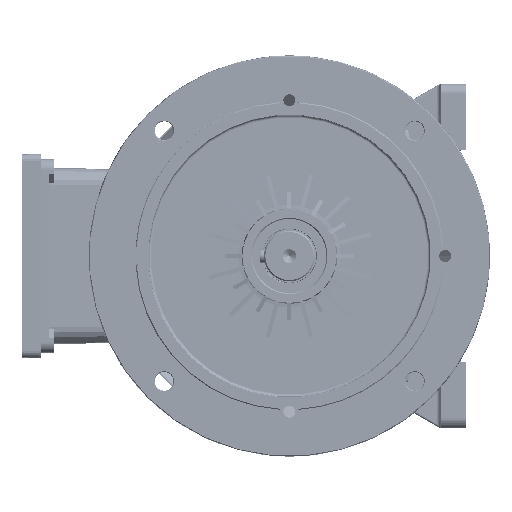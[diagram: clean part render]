
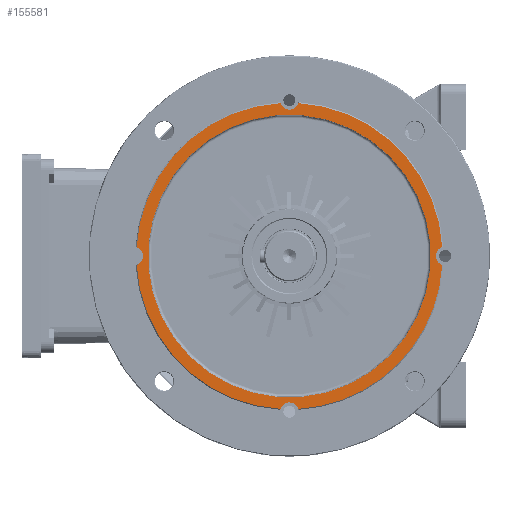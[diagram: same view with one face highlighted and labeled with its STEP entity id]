
A CAD part, left-side view. The second image highlights one B-rep face of the part: STEP entity #155581.
In plain terms, the highlighted face is planar.
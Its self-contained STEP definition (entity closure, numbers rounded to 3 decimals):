
#2091 = CARTESIAN_POINT ( 'NONE',  ( 10., 82.378, -82.378 ) ) ;
#2644 = ORIENTED_EDGE ( 'NONE', *, *, #76136, .T. ) ;
#4287 = DIRECTION ( 'NONE',  ( 1., 0., 0. ) ) ;
#5165 = DIRECTION ( 'NONE',  ( 1., 0., 0. ) ) ;
#7888 = AXIS2_PLACEMENT_3D ( 'NONE', #114073, #4287, #32518 ) ;
#8845 = VERTEX_POINT ( 'NONE', #198958 ) ;
#10525 = CARTESIAN_POINT ( 'NONE',  ( 10., 82.378, -82.378 ) ) ;
#11604 = AXIS2_PLACEMENT_3D ( 'NONE', #22322, #5165, #99606 ) ;
#12276 = CIRCLE ( 'NONE', #152813, 114.5 ) ;
#14968 = AXIS2_PLACEMENT_3D ( 'NONE', #129203, #18593, #149448 ) ;
#15443 = DIRECTION ( 'NONE',  ( -1., 0., 0. ) ) ;
#16544 = DIRECTION ( 'NONE',  ( 1., 0., 0. ) ) ;
#17116 = DIRECTION ( 'NONE',  ( 0., 0., -1. ) ) ;
#17216 = EDGE_CURVE ( 'NONE', #118174, #159232, #104259, .T. ) ;
#17579 = PLANE ( 'NONE',  #210482 ) ;
#17611 = DIRECTION ( 'NONE',  ( 1., 0., 0. ) ) ;
#18593 = DIRECTION ( 'NONE',  ( 1., 0., 0. ) ) ;
#19527 = CARTESIAN_POINT ( 'NONE',  ( 10., -85.528, 76.127 ) ) ;
#21494 = VERTEX_POINT ( 'NONE', #110077 ) ;
#22322 = CARTESIAN_POINT ( 'NONE',  ( 10., 0., 0. ) ) ;
#22337 = EDGE_LOOP ( 'NONE', ( #178463, #190684, #98400, #26294, #176554, #128801, #209214, #173656, #182498, #143596, #80146, #2644, #47369 ) ) ;
#22930 = CARTESIAN_POINT ( 'NONE',  ( 10., 0., 0. ) ) ;
#24021 = CARTESIAN_POINT ( 'NONE',  ( 10., 82.378, 82.378 ) ) ;
#24587 = CIRCLE ( 'NONE', #154725, 7. ) ;
#24602 = VERTEX_POINT ( 'NONE', #19527 ) ;
#25837 = VERTEX_POINT ( 'NONE', #140670 ) ;
#26294 = ORIENTED_EDGE ( 'NONE', *, *, #183717, .F. ) ;
#28563 = VERTEX_POINT ( 'NONE', #59603 ) ;
#29413 = CIRCLE ( 'NONE', #53453, 105.75 ) ;
#30484 = CARTESIAN_POINT ( 'NONE',  ( 10., 76.127, 85.528 ) ) ;
#31165 = AXIS2_PLACEMENT_3D ( 'NONE', #59832, #65890, #177497 ) ;
#32518 = DIRECTION ( 'NONE',  ( 0., 0., 1. ) ) ;
#36859 = FACE_BOUND ( 'NONE', #79077, .T. ) ;
#38172 = EDGE_CURVE ( 'NONE', #24602, #8845, #93608, .T. ) ;
#38487 = DIRECTION ( 'NONE',  ( 0., -1., 0. ) ) ;
#38978 = DIRECTION ( 'NONE',  ( 0., 0., -1. ) ) ;
#40358 = CIRCLE ( 'NONE', #201421, 114.5 ) ;
#42427 = EDGE_CURVE ( 'NONE', #106266, #49734, #12276, .T. ) ;
#42461 = EDGE_CURVE ( 'NONE', #159232, #118174, #29413, .T. ) ;
#46595 = CARTESIAN_POINT ( 'NONE',  ( 10., 0., 0. ) ) ;
#46877 = CIRCLE ( 'NONE', #132456, 7. ) ;
#47369 = ORIENTED_EDGE ( 'NONE', *, *, #172351, .F. ) ;
#49734 = VERTEX_POINT ( 'NONE', #67160 ) ;
#50140 = AXIS2_PLACEMENT_3D ( 'NONE', #24021, #57250, #206260 ) ;
#52465 = DIRECTION ( 'NONE',  ( 1., 0., 0. ) ) ;
#52529 = AXIS2_PLACEMENT_3D ( 'NONE', #22930, #138741, #38978 ) ;
#53453 = AXIS2_PLACEMENT_3D ( 'NONE', #46595, #15443, #195599 ) ;
#57250 = DIRECTION ( 'NONE',  ( 1., 0., 0. ) ) ;
#58571 = CIRCLE ( 'NONE', #31165, 7. ) ;
#59603 = CARTESIAN_POINT ( 'NONE',  ( 10., -82.378, -75.378 ) ) ;
#59832 = CARTESIAN_POINT ( 'NONE',  ( 10., -82.378, 82.378 ) ) ;
#60552 = CARTESIAN_POINT ( 'NONE',  ( 10., 0., 0. ) ) ;
#62655 = CARTESIAN_POINT ( 'NONE',  ( 10., -76.127, -85.528 ) ) ;
#65890 = DIRECTION ( 'NONE',  ( 1., 0., 0. ) ) ;
#66227 = CARTESIAN_POINT ( 'NONE',  ( 10., 0., 0. ) ) ;
#67160 = CARTESIAN_POINT ( 'NONE',  ( 10., 0., 114.5 ) ) ;
#68920 = CARTESIAN_POINT ( 'NONE',  ( 10., 85.528, -76.127 ) ) ;
#69635 = CIRCLE ( 'NONE', #14968, 7. ) ;
#76136 = EDGE_CURVE ( 'NONE', #49734, #25837, #162401, .T. ) ;
#78802 = CARTESIAN_POINT ( 'NONE',  ( 10., 0., 0. ) ) ;
#79077 = EDGE_LOOP ( 'NONE', ( #196298, #203247 ) ) ;
#79424 = DIRECTION ( 'NONE',  ( 0., 1., 0. ) ) ;
#80146 = ORIENTED_EDGE ( 'NONE', *, *, #42427, .T. ) ;
#80960 = FACE_OUTER_BOUND ( 'NONE', #22337, .T. ) ;
#83031 = DIRECTION ( 'NONE',  ( 0., 0., -1. ) ) ;
#90151 = CIRCLE ( 'NONE', #7888, 7. ) ;
#91409 = CIRCLE ( 'NONE', #111917, 7. ) ;
#91788 = CARTESIAN_POINT ( 'NONE',  ( 10., 0., -105.75 ) ) ;
#93608 = CIRCLE ( 'NONE', #52529, 114.5 ) ;
#96608 = VERTEX_POINT ( 'NONE', #204897 ) ;
#98400 = ORIENTED_EDGE ( 'NONE', *, *, #154579, .F. ) ;
#99171 = CARTESIAN_POINT ( 'NONE',  ( 10., 82.378, 82.378 ) ) ;
#99606 = DIRECTION ( 'NONE',  ( 0., 0., -1. ) ) ;
#104259 = CIRCLE ( 'NONE', #203572, 105.75 ) ;
#104968 = CARTESIAN_POINT ( 'NONE',  ( 10., 76.127, -85.528 ) ) ;
#106266 = VERTEX_POINT ( 'NONE', #30484 ) ;
#110077 = CARTESIAN_POINT ( 'NONE',  ( 10., 85.528, 76.127 ) ) ;
#110318 = EDGE_CURVE ( 'NONE', #190585, #191154, #91409, .T. ) ;
#111763 = EDGE_CURVE ( 'NONE', #155124, #21494, #173590, .T. ) ;
#111917 = AXIS2_PLACEMENT_3D ( 'NONE', #10525, #125320, #141383 ) ;
#113709 = DIRECTION ( 'NONE',  ( 1., 0., 0. ) ) ;
#114073 = CARTESIAN_POINT ( 'NONE',  ( 10., -82.378, -82.378 ) ) ;
#118174 = VERTEX_POINT ( 'NONE', #138001 ) ;
#118398 = CARTESIAN_POINT ( 'NONE',  ( 10., 115., 0. ) ) ;
#120407 = CIRCLE ( 'NONE', #151260, 114.5 ) ;
#124524 = EDGE_CURVE ( 'NONE', #190585, #21494, #40358, .T. ) ;
#125320 = DIRECTION ( 'NONE',  ( 1., 0., 0. ) ) ;
#128801 = ORIENTED_EDGE ( 'NONE', *, *, #173241, .F. ) ;
#129163 = DIRECTION ( 'NONE',  ( 0., 0., -1. ) ) ;
#129203 = CARTESIAN_POINT ( 'NONE',  ( 10., -82.378, -82.378 ) ) ;
#129807 = DIRECTION ( 'NONE',  ( 1., 0., 0. ) ) ;
#132456 = AXIS2_PLACEMENT_3D ( 'NONE', #99171, #17611, #164553 ) ;
#132952 = CARTESIAN_POINT ( 'NONE',  ( 10., 0., 0. ) ) ;
#138001 = CARTESIAN_POINT ( 'NONE',  ( 10., 0., 105.75 ) ) ;
#138741 = DIRECTION ( 'NONE',  ( 1., 0., 0. ) ) ;
#140670 = CARTESIAN_POINT ( 'NONE',  ( 10., -76.127, 85.528 ) ) ;
#141383 = DIRECTION ( 'NONE',  ( 0., -1., 0. ) ) ;
#141522 = CARTESIAN_POINT ( 'NONE',  ( 10., 82.378, -75.378 ) ) ;
#141583 = EDGE_CURVE ( 'NONE', #177639, #192455, #120407, .T. ) ;
#143596 = ORIENTED_EDGE ( 'NONE', *, *, #148998, .F. ) ;
#144195 = DIRECTION ( 'NONE',  ( 0., 0., -1. ) ) ;
#148998 = EDGE_CURVE ( 'NONE', #106266, #155124, #46877, .T. ) ;
#149448 = DIRECTION ( 'NONE',  ( 0., 0., 1. ) ) ;
#149600 = EDGE_CURVE ( 'NONE', #24602, #96608, #201177, .T. ) ;
#151260 = AXIS2_PLACEMENT_3D ( 'NONE', #132952, #113709, #17116 ) ;
#152813 = AXIS2_PLACEMENT_3D ( 'NONE', #78802, #180590, #144195 ) ;
#154579 = EDGE_CURVE ( 'NONE', #28563, #8845, #69635, .T. ) ;
#154725 = AXIS2_PLACEMENT_3D ( 'NONE', #2091, #52465, #38487 ) ;
#155124 = VERTEX_POINT ( 'NONE', #205913 ) ;
#155581 = ADVANCED_FACE ( 'NONE', ( #80960, #36859 ), #17579, .T. ) ;
#159232 = VERTEX_POINT ( 'NONE', #91788 ) ;
#161294 = DIRECTION ( 'NONE',  ( 1., 0., 0. ) ) ;
#162401 = CIRCLE ( 'NONE', #11604, 114.5 ) ;
#164553 = DIRECTION ( 'NONE',  ( 0., 0., -1. ) ) ;
#172351 = EDGE_CURVE ( 'NONE', #96608, #25837, #58571, .T. ) ;
#173241 = EDGE_CURVE ( 'NONE', #191154, #192455, #24587, .T. ) ;
#173590 = CIRCLE ( 'NONE', #50140, 7. ) ;
#173656 = ORIENTED_EDGE ( 'NONE', *, *, #124524, .T. ) ;
#175942 = CARTESIAN_POINT ( 'NONE',  ( 10., -82.378, 82.378 ) ) ;
#176554 = ORIENTED_EDGE ( 'NONE', *, *, #141583, .T. ) ;
#177497 = DIRECTION ( 'NONE',  ( 0., 1., 0. ) ) ;
#177639 = VERTEX_POINT ( 'NONE', #62655 ) ;
#178463 = ORIENTED_EDGE ( 'NONE', *, *, #149600, .F. ) ;
#180590 = DIRECTION ( 'NONE',  ( 1., 0., 0. ) ) ;
#182498 = ORIENTED_EDGE ( 'NONE', *, *, #111763, .F. ) ;
#183101 = DIRECTION ( 'NONE',  ( -1., 0., 0. ) ) ;
#183717 = EDGE_CURVE ( 'NONE', #177639, #28563, #90151, .T. ) ;
#184181 = DIRECTION ( 'NONE',  ( 0., 0., -1. ) ) ;
#190585 = VERTEX_POINT ( 'NONE', #68920 ) ;
#190684 = ORIENTED_EDGE ( 'NONE', *, *, #38172, .T. ) ;
#191154 = VERTEX_POINT ( 'NONE', #141522 ) ;
#192455 = VERTEX_POINT ( 'NONE', #104968 ) ;
#195599 = DIRECTION ( 'NONE',  ( 0., 0., -1. ) ) ;
#196298 = ORIENTED_EDGE ( 'NONE', *, *, #42461, .T. ) ;
#198958 = CARTESIAN_POINT ( 'NONE',  ( 10., -85.528, -76.127 ) ) ;
#201177 = CIRCLE ( 'NONE', #204539, 7. ) ;
#201421 = AXIS2_PLACEMENT_3D ( 'NONE', #60552, #161294, #129163 ) ;
#203247 = ORIENTED_EDGE ( 'NONE', *, *, #17216, .T. ) ;
#203572 = AXIS2_PLACEMENT_3D ( 'NONE', #66227, #183101, #184181 ) ;
#204539 = AXIS2_PLACEMENT_3D ( 'NONE', #175942, #129807, #79424 ) ;
#204897 = CARTESIAN_POINT ( 'NONE',  ( 10., -82.378, 75.378 ) ) ;
#205913 = CARTESIAN_POINT ( 'NONE',  ( 10., 82.378, 75.378 ) ) ;
#206260 = DIRECTION ( 'NONE',  ( 0., 0., -1. ) ) ;
#209214 = ORIENTED_EDGE ( 'NONE', *, *, #110318, .F. ) ;
#210482 = AXIS2_PLACEMENT_3D ( 'NONE', #118398, #16544, #83031 ) ;
